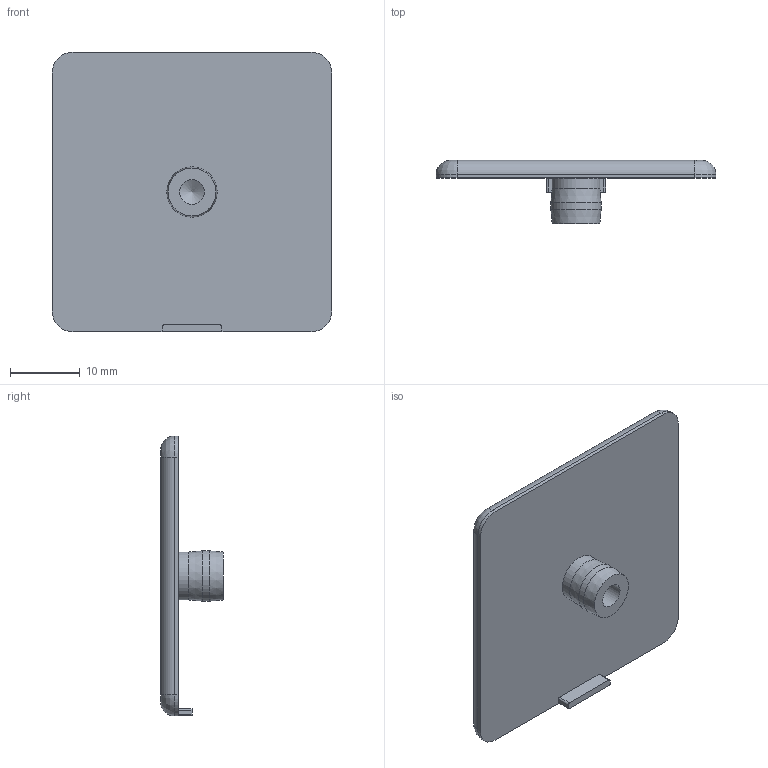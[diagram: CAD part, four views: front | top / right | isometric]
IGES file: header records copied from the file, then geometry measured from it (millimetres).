
Global section: file name: 224040.stp.ipt; native system: Autodesk Inventor 2014; preprocessor: unknown; author: zeman; date: 20151020.095817; units: millimetre
Bounding box: 40 x 9 x 40 mm (x, y, z)
Volume: 4066.9 mm3; surface area: 3674 mm2
Topology: 1 solids, 1 shells, 33 faces, 80 edges, 50 vertices
Faces by surface type: cylinder 14, plane 11, revolution 5, cone 2, bspline 1
Full cylindrical faces by diameter (mm): 6.85 x1, 7.2 x1
